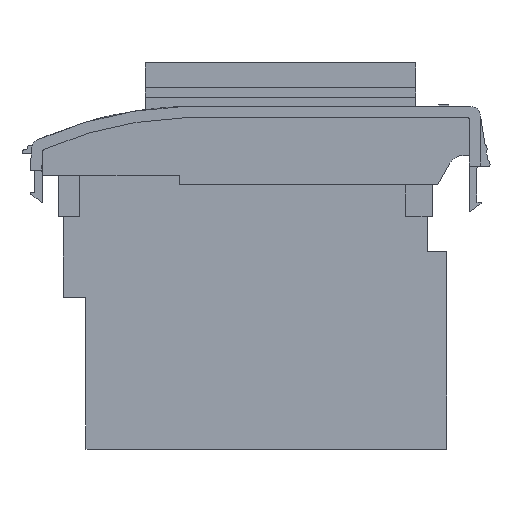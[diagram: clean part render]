
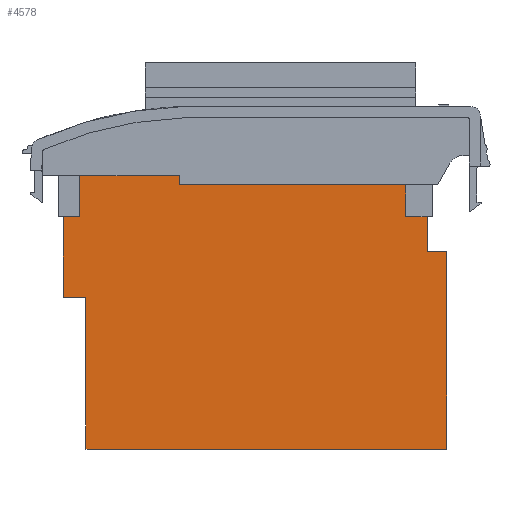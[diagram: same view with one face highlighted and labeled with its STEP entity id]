
A CAD part, left-side view. The second image highlights one B-rep face of the part: STEP entity #4578.
In plain terms, the highlighted planar face has unit normal (-1, 0, 0).
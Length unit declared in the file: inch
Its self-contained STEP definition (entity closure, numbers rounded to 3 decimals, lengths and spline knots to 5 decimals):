
#384 = VERTEX_POINT ( 'NONE', #17858 ) ;
#2748 = VERTEX_POINT ( 'NONE', #6746 ) ;
#4462 = VERTEX_POINT ( 'NONE', #8098 ) ;
#4463 = ORIENTED_EDGE ( 'NONE', *, *, #6627, .F. ) ;
#4464 = ORIENTED_EDGE ( 'NONE', *, *, #5346, .F. ) ;
#4466 = EDGE_CURVE ( 'NONE', #10822, #4467, #8097, .T. ) ;
#4467 = VERTEX_POINT ( 'NONE', #8093 ) ;
#4487 = EDGE_CURVE ( 'NONE', #4467, #6991, #8193, .T. ) ;
#4578 = ADVANCED_FACE ( 'NONE', ( #8372 ), #8437, .T. ) ;
#4579 = EDGE_LOOP ( 'NONE', ( #4580, #4463, #4464, #10775, #10776, #10777, #10778, #10779, #10780, #10782, #10783, #10948 ) ) ;
#4580 = ORIENTED_EDGE ( 'NONE', *, *, #4581, .T. ) ;
#4581 = EDGE_CURVE ( 'NONE', #4462, #5475, #8430, .T. ) ;
#5114 = EDGE_CURVE ( 'NONE', #2748, #5341, #8509, .T. ) ;
#5341 = VERTEX_POINT ( 'NONE', #8658 ) ;
#5346 = EDGE_CURVE ( 'NONE', #5341, #6613, #8657, .T. ) ;
#5475 = VERTEX_POINT ( 'NONE', #8826 ) ;
#5697 = EDGE_CURVE ( 'NONE', #6874, #2748, #9140, .T. ) ;
#6613 = VERTEX_POINT ( 'NONE', #9950 ) ;
#6627 = EDGE_CURVE ( 'NONE', #6613, #5475, #9930, .T. ) ;
#6703 = EDGE_CURVE ( 'NONE', #6986, #6704, #10005, .T. ) ;
#6704 = VERTEX_POINT ( 'NONE', #10001 ) ;
#6746 = CARTESIAN_POINT ( 'NONE',  ( 1.84006, 3.99348, 0.505 ) ) ;
#6873 = EDGE_CURVE ( 'NONE', #6704, #6874, #10127, .T. ) ;
#6874 = VERTEX_POINT ( 'NONE', #10123 ) ;
#6964 = EDGE_CURVE ( 'NONE', #6991, #6986, #10176, .T. ) ;
#6986 = VERTEX_POINT ( 'NONE', #10220 ) ;
#6991 = VERTEX_POINT ( 'NONE', #10250 ) ;
#8093 = CARTESIAN_POINT ( 'NONE',  ( 1.84006, 1.46848, 0.005 ) ) ;
#8094 = DIRECTION ( 'NONE',  ( 0., -1., 0. ) ) ;
#8095 = VECTOR ( 'NONE', #8094, 39.37008 ) ;
#8096 = CARTESIAN_POINT ( 'NONE',  ( 1.84006, 1.46848, 0.005 ) ) ;
#8097 = LINE ( 'NONE', #8096, #8095 ) ;
#8098 = CARTESIAN_POINT ( 'NONE',  ( 1.84006, 1.73848, 0.235 ) ) ;
#8182 = DIRECTION ( 'NONE',  ( 0., 0., -1. ) ) ;
#8183 = VECTOR ( 'NONE', #8182, 39.37008 ) ;
#8184 = CARTESIAN_POINT ( 'NONE',  ( 1.84006, 1.46848, 0.005 ) ) ;
#8193 = LINE ( 'NONE', #8184, #8183 ) ;
#8372 = FACE_OUTER_BOUND ( 'NONE', #4579, .T. ) ;
#8424 = DIRECTION ( 'NONE',  ( 0., 0., 1. ) ) ;
#8426 = VECTOR ( 'NONE', #8424, 39.37008 ) ;
#8428 = CARTESIAN_POINT ( 'NONE',  ( 1.84006, 1.73848, 0.235 ) ) ;
#8430 = LINE ( 'NONE', #8428, #8426 ) ;
#8433 = DIRECTION ( 'NONE',  ( 0., 0., 1. ) ) ;
#8434 = DIRECTION ( 'NONE',  ( -1., 0., 0. ) ) ;
#8435 = CARTESIAN_POINT ( 'NONE',  ( 1.84006, 3.84348, -1.295 ) ) ;
#8436 = AXIS2_PLACEMENT_3D ( 'NONE', #8435, #8434, #8433 ) ;
#8437 = PLANE ( 'NONE',  #8436 ) ;
#8506 = DIRECTION ( 'NONE',  ( 0., -1., 0. ) ) ;
#8507 = VECTOR ( 'NONE', #8506, 39.37008 ) ;
#8508 = CARTESIAN_POINT ( 'NONE',  ( 1.84006, 3.22916, 0.505 ) ) ;
#8509 = LINE ( 'NONE', #8508, #8507 ) ;
#8654 = DIRECTION ( 'NONE',  ( 0., 0., -1. ) ) ;
#8655 = VECTOR ( 'NONE', #8654, 39.37008 ) ;
#8656 = CARTESIAN_POINT ( 'NONE',  ( 1.84006, 3.22916, 0.445 ) ) ;
#8657 = LINE ( 'NONE', #8656, #8655 ) ;
#8658 = CARTESIAN_POINT ( 'NONE',  ( 1.84006, 3.22916, 0.505 ) ) ;
#8826 = CARTESIAN_POINT ( 'NONE',  ( 1.84006, 1.73848, 0.445 ) ) ;
#9137 = DIRECTION ( 'NONE',  ( 0., 0., 1. ) ) ;
#9138 = VECTOR ( 'NONE', #9137, 39.37008 ) ;
#9139 = CARTESIAN_POINT ( 'NONE',  ( 1.84006, 3.99348, 0.735 ) ) ;
#9140 = LINE ( 'NONE', #9139, #9138 ) ;
#9927 = DIRECTION ( 'NONE',  ( 0., -1., 0. ) ) ;
#9928 = VECTOR ( 'NONE', #9927, 39.37008 ) ;
#9929 = CARTESIAN_POINT ( 'NONE',  ( 1.84006, 1.52916, 0.445 ) ) ;
#9930 = LINE ( 'NONE', #9929, #9928 ) ;
#9950 = CARTESIAN_POINT ( 'NONE',  ( 1.84006, 3.22916, 0.445 ) ) ;
#10001 = CARTESIAN_POINT ( 'NONE',  ( 1.84006, 3.84348, -0.295 ) ) ;
#10002 = DIRECTION ( 'NONE',  ( 0., 0., 1. ) ) ;
#10003 = VECTOR ( 'NONE', #10002, 39.37008 ) ;
#10004 = CARTESIAN_POINT ( 'NONE',  ( 1.84006, 3.84348, -0.295 ) ) ;
#10005 = LINE ( 'NONE', #10004, #10003 ) ;
#10123 = CARTESIAN_POINT ( 'NONE',  ( 1.84006, 3.99348, -0.295 ) ) ;
#10124 = DIRECTION ( 'NONE',  ( 0., 1., 0. ) ) ;
#10125 = VECTOR ( 'NONE', #10124, 39.37008 ) ;
#10126 = CARTESIAN_POINT ( 'NONE',  ( 1.84006, 3.99348, -0.295 ) ) ;
#10127 = LINE ( 'NONE', #10126, #10125 ) ;
#10176 = LINE ( 'NONE', #10232, #10231 ) ;
#10220 = CARTESIAN_POINT ( 'NONE',  ( 1.84006, 3.84348, -1.295 ) ) ;
#10230 = DIRECTION ( 'NONE',  ( 0., 1., 0. ) ) ;
#10231 = VECTOR ( 'NONE', #10230, 39.37008 ) ;
#10232 = CARTESIAN_POINT ( 'NONE',  ( 1.84006, 1.46848, -1.295 ) ) ;
#10250 = CARTESIAN_POINT ( 'NONE',  ( 1.84006, 1.46848, -1.295 ) ) ;
#10775 = ORIENTED_EDGE ( 'NONE', *, *, #5114, .F. ) ;
#10776 = ORIENTED_EDGE ( 'NONE', *, *, #5697, .F. ) ;
#10777 = ORIENTED_EDGE ( 'NONE', *, *, #6873, .F. ) ;
#10778 = ORIENTED_EDGE ( 'NONE', *, *, #6703, .F. ) ;
#10779 = ORIENTED_EDGE ( 'NONE', *, *, #6964, .F. ) ;
#10780 = ORIENTED_EDGE ( 'NONE', *, *, #4487, .F. ) ;
#10782 = ORIENTED_EDGE ( 'NONE', *, *, #4466, .F. ) ;
#10783 = ORIENTED_EDGE ( 'NONE', *, *, #10820, .F. ) ;
#10820 = EDGE_CURVE ( 'NONE', #384, #10822, #12881, .T. ) ;
#10822 = VERTEX_POINT ( 'NONE', #12877 ) ;
#10948 = ORIENTED_EDGE ( 'NONE', *, *, #10950, .F. ) ;
#10950 = EDGE_CURVE ( 'NONE', #4462, #384, #13085, .T. ) ;
#12877 = CARTESIAN_POINT ( 'NONE',  ( 1.84006, 1.59848, 0.005 ) ) ;
#12878 = DIRECTION ( 'NONE',  ( 0., 0., -1. ) ) ;
#12879 = VECTOR ( 'NONE', #12878, 39.37008 ) ;
#12880 = CARTESIAN_POINT ( 'NONE',  ( 1.84006, 1.59848, 0.005 ) ) ;
#12881 = LINE ( 'NONE', #12880, #12879 ) ;
#13081 = DIRECTION ( 'NONE',  ( 0., -1., 0. ) ) ;
#13082 = VECTOR ( 'NONE', #13081, 39.37008 ) ;
#13083 = CARTESIAN_POINT ( 'NONE',  ( 1.84006, 3.84348, 0.235 ) ) ;
#13085 = LINE ( 'NONE', #13083, #13082 ) ;
#17858 = CARTESIAN_POINT ( 'NONE',  ( 1.84006, 1.59848, 0.235 ) ) ;
